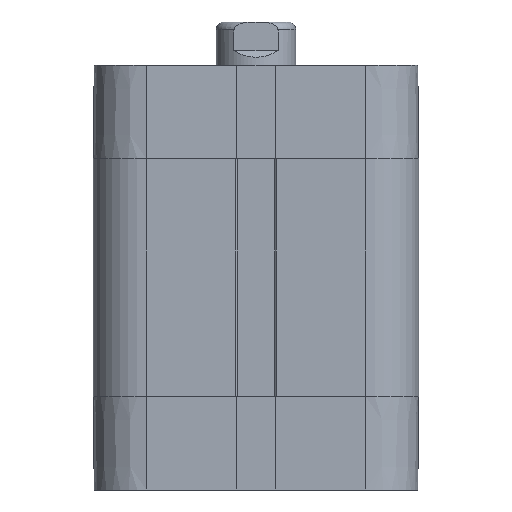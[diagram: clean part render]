
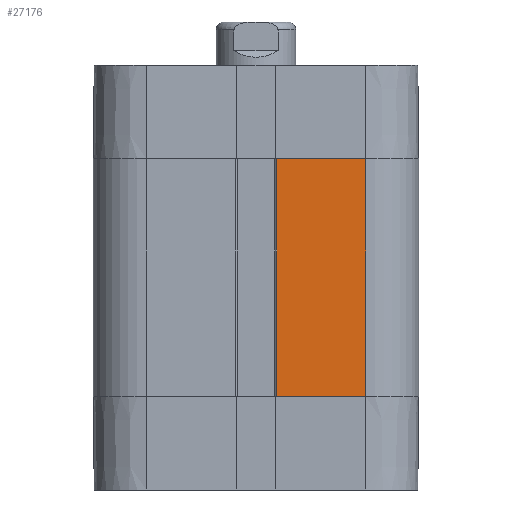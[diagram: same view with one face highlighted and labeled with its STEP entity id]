
A CAD part, left-side view. The second image highlights one B-rep face of the part: STEP entity #27176.
In plain terms, the highlighted planar face has unit normal (-1, 0, 0).
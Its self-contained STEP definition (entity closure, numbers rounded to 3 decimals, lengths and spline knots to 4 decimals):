
#4286=LINE($,#53498,#6313);
#4321=LINE($,#53627,#6348);
#4323=LINE($,#53633,#6350);
#4324=LINE($,#53634,#6351);
#6313=VECTOR($,#32392,1.34);
#6348=VECTOR($,#32499,3.58);
#6350=VECTOR($,#32505,3.58);
#6351=VECTOR($,#32506,1.34);
#8254=FACE_OUTER_BOUND($,#9949,.T.);
#9949=EDGE_LOOP($,(#24775,#24776,#24777,#24778));
#13011=VERTEX_POINT($,#53495);
#13012=VERTEX_POINT($,#53497);
#13070=VERTEX_POINT($,#53626);
#13072=VERTEX_POINT($,#53632);
#16933=EDGE_CURVE($,#13011,#13012,#4286,.T.);
#16998=EDGE_CURVE($,#13012,#13070,#4321,.T.);
#17001=EDGE_CURVE($,#13011,#13072,#4323,.T.);
#17002=EDGE_CURVE($,#13072,#13070,#4324,.T.);
#24775=ORIENTED_EDGE($,*,*,#16998,.F.);
#24776=ORIENTED_EDGE($,*,*,#16933,.F.);
#24777=ORIENTED_EDGE($,*,*,#17001,.T.);
#24778=ORIENTED_EDGE($,*,*,#17002,.T.);
#25701=PLANE($,#28340);
#27176=ADVANCED_FACE($,(#8254),#25701,.T.);
#28340=AXIS2_PLACEMENT_3D($,#53631,#32503,#32504);
#32392=DIRECTION($,(0.,1.,0.));
#32499=DIRECTION($,(0.,0.,1.));
#32503=DIRECTION('center_axis',(-1.,0.,0.));
#32504=DIRECTION('ref_axis',(0.,0.,-1.));
#32505=DIRECTION($,(0.,0.,1.));
#32506=DIRECTION($,(0.,1.,0.));
#53495=CARTESIAN_POINT('',(-2.45,-1.65,1.41));
#53497=CARTESIAN_POINT('',(-2.45,-0.31,1.41));
#53498=CARTESIAN_POINT($,(-2.45,-1.65,1.41));
#53626=CARTESIAN_POINT('',(-2.45,-0.31,4.99));
#53627=CARTESIAN_POINT($,(-2.45,-0.31,1.41));
#53631=CARTESIAN_POINT('Origin',(-2.45,-1.65,1.41));
#53632=CARTESIAN_POINT('',(-2.45,-1.65,4.99));
#53633=CARTESIAN_POINT($,(-2.45,-1.65,1.41));
#53634=CARTESIAN_POINT($,(-2.45,-1.65,4.99));
